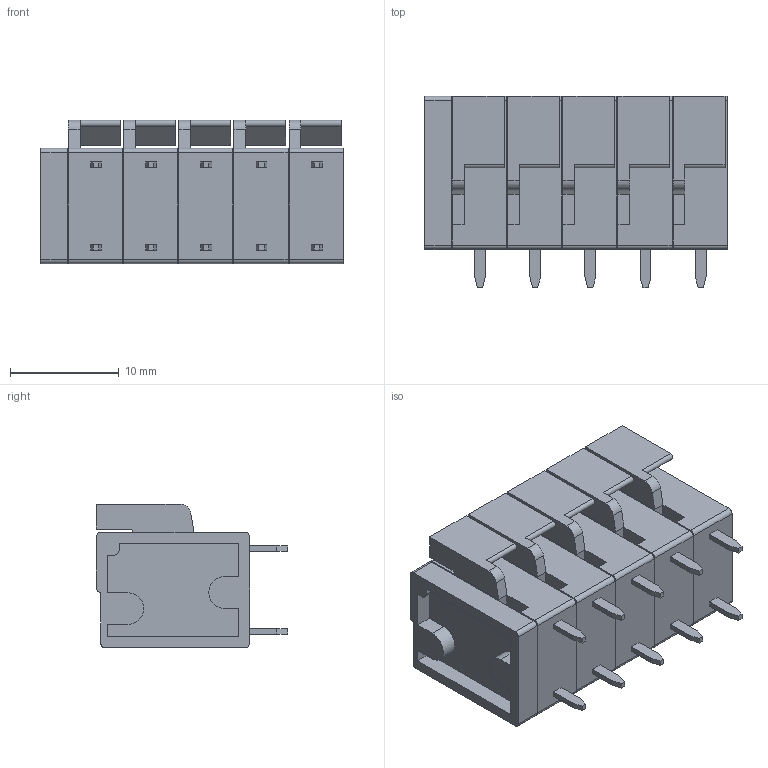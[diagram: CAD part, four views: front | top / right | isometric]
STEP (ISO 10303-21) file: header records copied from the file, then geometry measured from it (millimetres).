
FILE_DESCRIPTION (( 'STEP AP214' ), '1' );
FILE_NAME ('DG142V-5-5.08.STEP', '2019-09-10T22:29:29', ( '砐錪賧瘔蠈錪 Windows' ), ( '' ), 'SwSTEP 2.0', 'SolidWorks 2019', '' );
FILE_SCHEMA (( 'AUTOMOTIVE_DESIGN' ));
Length unit declared in the file: millimetre
Products named in the file (1): DG142V-5-5.08
Bounding box: 27.84 x 17.6 x 13.2 mm (x, y, z)
Volume: 3835.1 mm3; surface area: 4410.8 mm2
Topology: 21 solids, 21 shells, 333 faces, 836 edges, 554 vertices
Faces by surface type: plane 257, cylinder 66, cone 10
Entity records: 11076 total; most frequent: CARTESIAN_POINT 1724, ORIENTED_EDGE 1672, DIRECTION 1646, EDGE_CURVE 836, LINE 694, VECTOR 694, VERTEX_POINT 554, AXIS2_PLACEMENT_3D 476
